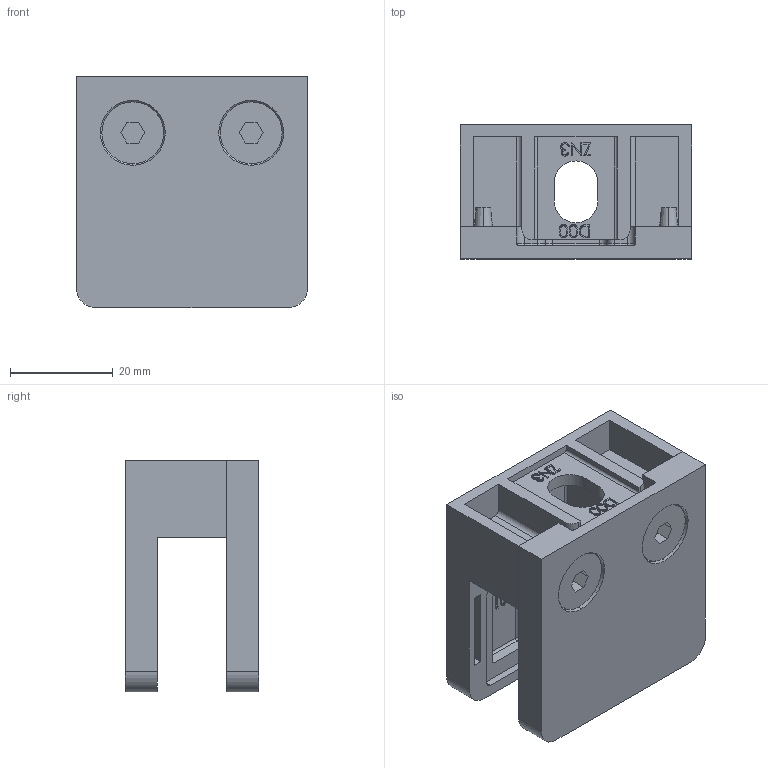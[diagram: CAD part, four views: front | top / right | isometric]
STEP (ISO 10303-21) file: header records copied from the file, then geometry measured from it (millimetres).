
FILE_DESCRIPTION (( 'STEP AP214' ), '1' );
FILE_NAME ('ZN_2300-000.STEP', '2022-10-17T07:58:27', ( '' ), ( '' ), 'SwSTEP 2.0', 'SolidWorks 2019', '' );
FILE_SCHEMA (( 'AUTOMOTIVE_DESIGN' ));
Length unit declared in the file: millimetre
Products named in the file (4): ZN_2300-000.P2; Skrutka DIN 7991_Skrutka M 6x 16; ZN_2300-000; ZN_2300-000.P1
Assembly tree (4 placements, depth 2):
  ZN_2300-000
    ZN_2300-000.P1
    ZN_2300-000.P2
    Skrutka DIN 7991_Skrutka M 6x 16  x2
Bounding box: 45 x 26 x 45 mm (x, y, z)
Volume: 22282.7 mm3; surface area: 16651 mm2
Topology: 4 solids, 4 shells, 573 faces, 1452 edges, 918 vertices
Faces by surface type: plane 262, bspline 137, cylinder 120, cone 24, sphere 18, torus 12
Entity records: 25642 total; most frequent: CARTESIAN_POINT 12848, ORIENTED_EDGE 2784, DIRECTION 2232, EDGE_CURVE 1392, VERTEX_POINT 896, LINE 856, VECTOR 856, AXIS2_PLACEMENT_3D 688
